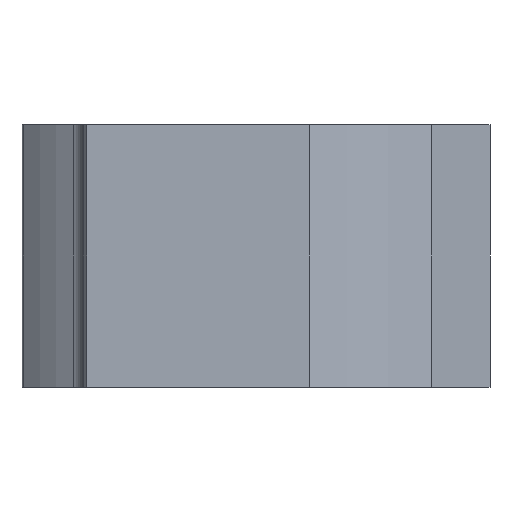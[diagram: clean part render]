
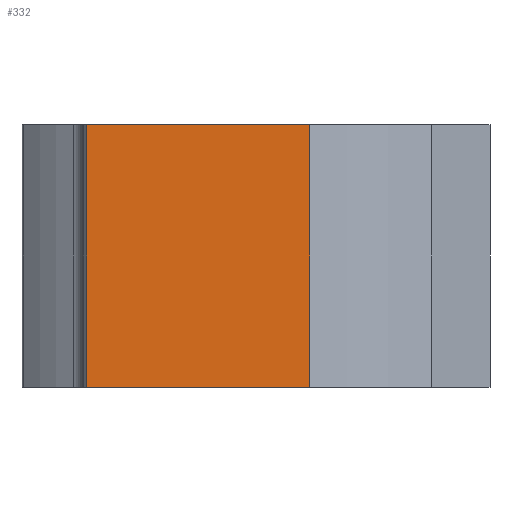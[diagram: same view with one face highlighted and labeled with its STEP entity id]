
A CAD part, front view. The second image highlights one B-rep face of the part: STEP entity #332.
In plain terms, the highlighted planar face has unit normal (0, -1, 0).
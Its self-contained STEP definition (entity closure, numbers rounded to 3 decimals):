
#1 = VERTEX_POINT ( 'NONE', #179 ) ;
#10 = ORIENTED_EDGE ( 'NONE', *, *, #240, .T. ) ;
#12 = CARTESIAN_POINT ( 'NONE',  ( 17., 0., 20. ) ) ;
#37 = VECTOR ( 'NONE', #274, 1000. ) ;
#47 = DIRECTION ( 'NONE',  ( 0., 0., -1. ) ) ;
#57 = CARTESIAN_POINT ( 'NONE',  ( 17., 0., 20. ) ) ;
#70 = CARTESIAN_POINT ( 'NONE',  ( 17., 0., 20. ) ) ;
#103 = VECTOR ( 'NONE', #133, 1000. ) ;
#122 = LINE ( 'NONE', #12, #37 ) ;
#131 = VECTOR ( 'NONE', #189, 1000. ) ;
#133 = DIRECTION ( 'NONE',  ( 0., 0., -1. ) ) ;
#137 = EDGE_LOOP ( 'NONE', ( #10, #281, #297, #349 ) ) ;
#144 = LINE ( 'NONE', #325, #131 ) ;
#151 = VERTEX_POINT ( 'NONE', #252 ) ;
#164 = AXIS2_PLACEMENT_3D ( 'NONE', #340, #441, #369 ) ;
#179 = CARTESIAN_POINT ( 'NONE',  ( -17., 0., -20. ) ) ;
#186 = CARTESIAN_POINT ( 'NONE',  ( -17., 0., 20. ) ) ;
#189 = DIRECTION ( 'NONE',  ( 1., 0., 0. ) ) ;
#196 = EDGE_CURVE ( 'NONE', #270, #352, #122, .T. ) ;
#200 = VECTOR ( 'NONE', #47, 1000. ) ;
#240 = EDGE_CURVE ( 'NONE', #1, #151, #144, .T. ) ;
#246 = EDGE_CURVE ( 'NONE', #352, #151, #280, .T. ) ;
#252 = CARTESIAN_POINT ( 'NONE',  ( 17., 0., -20. ) ) ;
#270 = VERTEX_POINT ( 'NONE', #186 ) ;
#274 = DIRECTION ( 'NONE',  ( 1., 0., 0. ) ) ;
#280 = LINE ( 'NONE', #57, #200 ) ;
#281 = ORIENTED_EDGE ( 'NONE', *, *, #246, .F. ) ;
#297 = ORIENTED_EDGE ( 'NONE', *, *, #196, .F. ) ;
#318 = FACE_OUTER_BOUND ( 'NONE', #137, .T. ) ;
#325 = CARTESIAN_POINT ( 'NONE',  ( 17., 0., -20. ) ) ;
#332 = ADVANCED_FACE ( 'NONE', ( #318 ), #378, .F. ) ;
#340 = CARTESIAN_POINT ( 'NONE',  ( 17., 0., 20. ) ) ;
#349 = ORIENTED_EDGE ( 'NONE', *, *, #350, .T. ) ;
#350 = EDGE_CURVE ( 'NONE', #270, #1, #404, .T. ) ;
#352 = VERTEX_POINT ( 'NONE', #70 ) ;
#369 = DIRECTION ( 'NONE',  ( -1., 0., 0. ) ) ;
#378 = PLANE ( 'NONE',  #164 ) ;
#404 = LINE ( 'NONE', #409, #103 ) ;
#409 = CARTESIAN_POINT ( 'NONE',  ( -17., 0., 20. ) ) ;
#441 = DIRECTION ( 'NONE',  ( 0., 1., 0. ) ) ;
